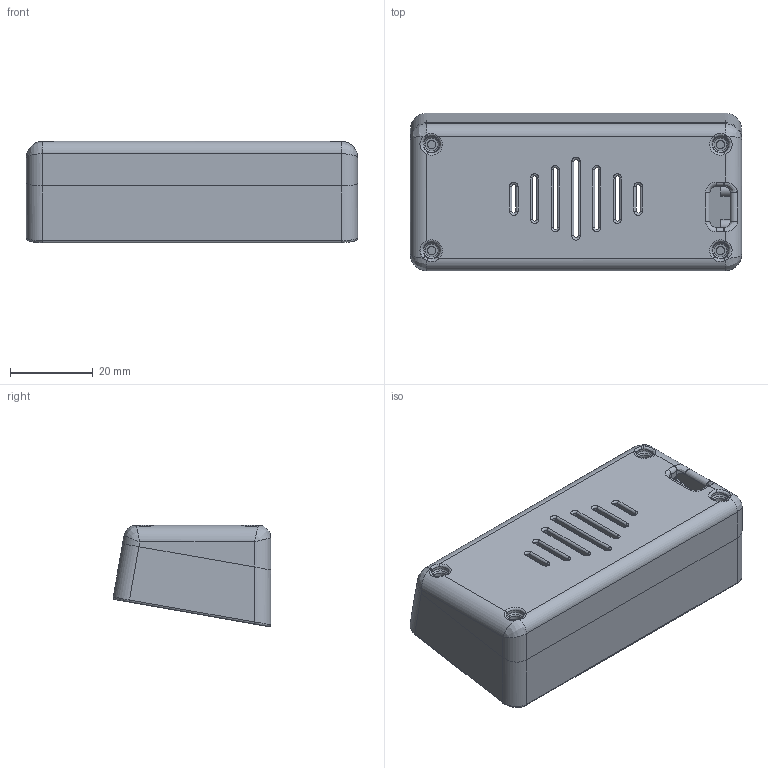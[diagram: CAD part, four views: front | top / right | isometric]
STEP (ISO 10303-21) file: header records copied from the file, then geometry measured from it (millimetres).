
FILE_DESCRIPTION(/* description */ (''),/* implementation_level */ '2;1');
FILE_NAME(/* name */ 'Inky case - back USB.step',/* time_stamp */ '2020-06-01T11:36:45+01:00',/* author */ (''),/* organization */ (''),/* preprocessor_version */ 'ST-DEVELOPER v18.1',/* originating_system */ 'Autodesk Translation Framework v9.3.0.1241',/* authorisation */ '');
FILE_SCHEMA (('AUTOMOTIVE_DESIGN { 1 0 10303 214 3 1 1 }'));
Length unit declared in the file: millimetre
Products named in the file (3): Inky case - back USB; Front; Back
Assembly tree (2 placements, depth 2):
  Inky case - back USB
    Front
    Back
Bounding box: 80 x 38.08 x 24.46 mm (x, y, z)
Volume: 20584.4 mm3; surface area: 19131.7 mm2
Topology: 2 solids, 2 shells, 327 faces, 818 edges, 500 vertices
Faces by surface type: cylinder 129, plane 110, torus 54, bspline 34
Full cylindrical faces by diameter (mm): 2 x4, 2.35 x4, 3.2 x6, 3.75 x4, 4.2 x8
Entity records: 10953 total; most frequent: CARTESIAN_POINT 2953, DIRECTION 1732, ORIENTED_EDGE 1624, EDGE_CURVE 812, AXIS2_PLACEMENT_3D 674, VERTEX_POINT 500, LINE 384, VECTOR 384
